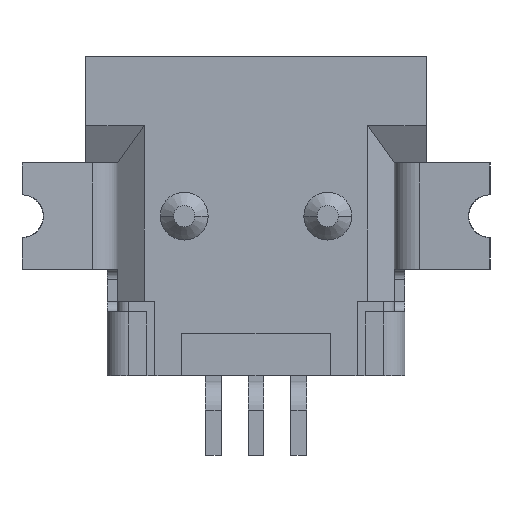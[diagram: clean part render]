
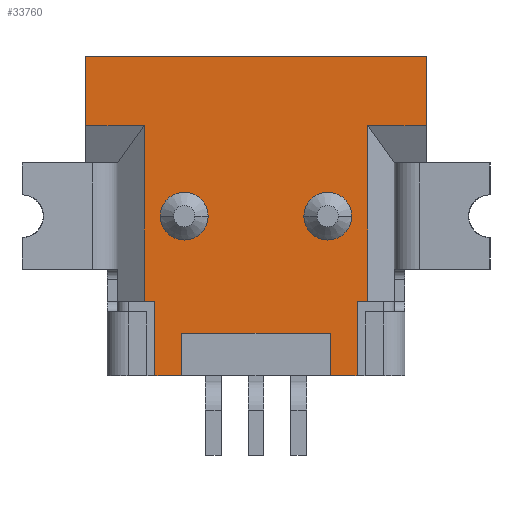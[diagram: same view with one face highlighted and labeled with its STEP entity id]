
A CAD part, front view. The second image highlights one B-rep face of the part: STEP entity #33760.
In plain terms, the highlighted planar face has unit normal (0, -1, 0).
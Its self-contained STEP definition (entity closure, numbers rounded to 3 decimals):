
#23000=CARTESIAN_POINT('',(3.2,-1.95,-0.3));
#23010=VERTEX_POINT('',#23000);
#23480=CARTESIAN_POINT('',(3.2,-1.95,-1.6));
#23490=VERTEX_POINT('',#23480);
#23520=CARTESIAN_POINT('',(3.2,-1.95,-0.3));
#23530=DIRECTION('',(0.,0.,-1.));
#23540=VECTOR('',#23530,1.);
#23550=LINE('',#23520,#23540);
#23560=EDGE_CURVE('',#23010,#23490,#23550,.T.);
#24310=CARTESIAN_POINT('',(1.9,-1.95,-4.9));
#24320=VERTEX_POINT('',#24310);
#24350=CARTESIAN_POINT('',(0.,-1.95,-4.9));
#24360=DIRECTION('',(-1.,0.,0.));
#24370=VECTOR('',#24360,1.);
#24380=LINE('',#24350,#24370);
#24390=CARTESIAN_POINT('',(2.1,-1.95,-4.9));
#24400=VERTEX_POINT('',#24390);
#24410=EDGE_CURVE('',#24400,#24320,#24380,.T.);
#25690=CARTESIAN_POINT('',(1.9,-1.95,-6.3));
#25700=VERTEX_POINT('',#25690);
#25730=CARTESIAN_POINT('',(1.9,-1.95,-0.3));
#25740=DIRECTION('',(0.,0.,1.));
#25750=VECTOR('',#25740,1.);
#25760=LINE('',#25730,#25750);
#25770=EDGE_CURVE('',#25700,#24320,#25760,.T.);
#25930=CARTESIAN_POINT('',(-3.2,-1.95,-1.6));
#25940=VERTEX_POINT('',#25930);
#25970=CARTESIAN_POINT('',(0.,-1.95,-1.6));
#25980=DIRECTION('',(-1.,0.,0.));
#25990=VECTOR('',#25980,1.);
#26000=LINE('',#25970,#25990);
#26010=CARTESIAN_POINT('',(-2.1,-1.95,-1.6));
#26020=VERTEX_POINT('',#26010);
#26030=EDGE_CURVE('',#26020,#25940,#26000,.T.);
#26330=CARTESIAN_POINT('',(1.4,-1.95,-6.3));
#26340=VERTEX_POINT('',#26330);
#26490=CARTESIAN_POINT('',(1.4,-1.95,-5.5));
#26500=VERTEX_POINT('',#26490);
#26530=CARTESIAN_POINT('',(1.4,-1.95,-0.3));
#26540=DIRECTION('',(0.,0.,-1.));
#26550=VECTOR('',#26540,1.);
#26560=LINE('',#26530,#26550);
#26570=EDGE_CURVE('',#26500,#26340,#26560,.T.);
#26980=CARTESIAN_POINT('',(0.,-1.95,-5.5));
#26990=DIRECTION('',(-1.,0.,0.));
#27000=VECTOR('',#26990,1.);
#27010=LINE('',#26980,#27000);
#27020=CARTESIAN_POINT('',(-1.4,-1.95,-5.5));
#27030=VERTEX_POINT('',#27020);
#27040=EDGE_CURVE('',#26500,#27030,#27010,.T.);
#27220=CARTESIAN_POINT('',(-1.9,-1.95,-0.3));
#27230=DIRECTION('',(0.,0.,1.));
#27240=VECTOR('',#27230,1.);
#27250=LINE('',#27220,#27240);
#27260=CARTESIAN_POINT('',(-1.9,-1.95,-6.3));
#27270=VERTEX_POINT('',#27260);
#27280=CARTESIAN_POINT('',(-1.9,-1.95,-4.9));
#27290=VERTEX_POINT('',#27280);
#27300=EDGE_CURVE('',#27270,#27290,#27250,.T.);
#28030=CARTESIAN_POINT('',(0.,-1.95,-6.3));
#28040=DIRECTION('',(1.,0.,0.));
#28050=VECTOR('',#28040,1.);
#28060=LINE('',#28030,#28050);
#28070=CARTESIAN_POINT('',(-1.4,-1.95,-6.3));
#28080=VERTEX_POINT('',#28070);
#28090=EDGE_CURVE('',#27270,#28080,#28060,.T.);
#28190=CARTESIAN_POINT('',(0.,-1.95,-6.3));
#28200=DIRECTION('',(-1.,0.,0.));
#28210=VECTOR('',#28200,1.);
#28220=LINE('',#28190,#28210);
#28230=EDGE_CURVE('',#25700,#26340,#28220,.T.);
#32750=CARTESIAN_POINT('',(-1.4,-1.95,-0.3));
#32760=DIRECTION('',(0.,0.,-1.));
#32770=VECTOR('',#32760,1.);
#32780=LINE('',#32750,#32770);
#32790=EDGE_CURVE('',#27030,#28080,#32780,.T.);
#32870=CARTESIAN_POINT('',(-3.2,-1.95,-0.3));
#32880=DIRECTION('',(0.,-1.,0.));
#32890=DIRECTION('',(-1.,0.,0.));
#32900=AXIS2_PLACEMENT_3D('',#32870,#32880,#32890);
#32910=PLANE('',#32900);
#32920=ORIENTED_EDGE('',*,*,#23560,.F.);
#32930=CARTESIAN_POINT('',(0.,-1.95,-1.6));
#32940=DIRECTION('',(1.,0.,0.));
#32950=VECTOR('',#32940,1.);
#32960=LINE('',#32930,#32950);
#32970=CARTESIAN_POINT('',(2.1,-1.95,-1.6));
#32980=VERTEX_POINT('',#32970);
#32990=EDGE_CURVE('',#32980,#23490,#32960,.T.);
#33000=ORIENTED_EDGE('',*,*,#32990,.T.);
#33010=CARTESIAN_POINT('',(2.1,-1.95,-0.3));
#33020=DIRECTION('',(0.,0.,1.));
#33030=VECTOR('',#33020,1.);
#33040=LINE('',#33010,#33030);
#33050=EDGE_CURVE('',#24400,#32980,#33040,.T.);
#33060=ORIENTED_EDGE('',*,*,#33050,.T.);
#33070=ORIENTED_EDGE('',*,*,#24410,.F.);
#33080=ORIENTED_EDGE('',*,*,#25770,.T.);
#33090=ORIENTED_EDGE('',*,*,#28230,.F.);
#33100=ORIENTED_EDGE('',*,*,#26570,.T.);
#33110=ORIENTED_EDGE('',*,*,#27040,.F.);
#33120=ORIENTED_EDGE('',*,*,#32790,.F.);
#33130=ORIENTED_EDGE('',*,*,#28090,.T.);
#33140=ORIENTED_EDGE('',*,*,#27300,.F.);
#33150=CARTESIAN_POINT('',(0.,-1.95,-4.9));
#33160=DIRECTION('',(1.,0.,0.));
#33170=VECTOR('',#33160,1.);
#33180=LINE('',#33150,#33170);
#33190=CARTESIAN_POINT('',(-2.1,-1.95,-4.9));
#33200=VERTEX_POINT('',#33190);
#33210=EDGE_CURVE('',#33200,#27290,#33180,.T.);
#33220=ORIENTED_EDGE('',*,*,#33210,.T.);
#33230=CARTESIAN_POINT('',(-2.1,-1.95,-0.3));
#33240=DIRECTION('',(0.,0.,1.));
#33250=VECTOR('',#33240,1.);
#33260=LINE('',#33230,#33250);
#33270=EDGE_CURVE('',#33200,#26020,#33260,.T.);
#33280=ORIENTED_EDGE('',*,*,#33270,.F.);
#33290=ORIENTED_EDGE('',*,*,#26030,.F.);
#33300=CARTESIAN_POINT('',(-3.2,-1.95,-0.3));
#33310=DIRECTION('',(0.,0.,-1.));
#33320=VECTOR('',#33310,1.);
#33330=LINE('',#33300,#33320);
#33340=CARTESIAN_POINT('',(-3.2,-1.95,-0.3));
#33350=VERTEX_POINT('',#33340);
#33360=EDGE_CURVE('',#33350,#25940,#33330,.T.);
#33370=ORIENTED_EDGE('',*,*,#33360,.T.);
#33380=CARTESIAN_POINT('',(0.,-1.95,-0.3));
#33390=DIRECTION('',(1.,0.,0.));
#33400=VECTOR('',#33390,1.);
#33410=LINE('',#33380,#33400);
#33420=EDGE_CURVE('',#33350,#23010,#33410,.T.);
#33430=ORIENTED_EDGE('',*,*,#33420,.F.);
#33440=EDGE_LOOP('',(#33430,#33370,#33290,#33280,#33220,#33140,#33130,
#33120,#33110,#33100,#33090,#33080,#33070,#33060,#33000,#32920));
#33450=FACE_OUTER_BOUND('',#33440,.T.);
#33460=CARTESIAN_POINT('',(-1.35,-1.95,-3.3));
#33470=DIRECTION('',(0.,-1.,0.));
#33480=DIRECTION('',(1.,0.,0.));
#33490=AXIS2_PLACEMENT_3D('',#33460,#33470,#33480);
#33500=CIRCLE('',#33490,0.45);
#33510=CARTESIAN_POINT('',(-0.9,-1.95,-3.3));
#33520=VERTEX_POINT('',#33510);
#33530=CARTESIAN_POINT('',(-1.8,-1.95,-3.3));
#33540=VERTEX_POINT('',#33530);
#33550=EDGE_CURVE('',#33520,#33540,#33500,.T.);
#33560=ORIENTED_EDGE('',*,*,#33550,.F.);
#33570=EDGE_CURVE('',#33540,#33520,#33500,.T.);
#33580=ORIENTED_EDGE('',*,*,#33570,.F.);
#33590=EDGE_LOOP('',(#33580,#33560));
#33600=FACE_BOUND('',#33590,.T.);
#33610=CARTESIAN_POINT('',(1.35,-1.95,-3.3));
#33620=DIRECTION('',(0.,1.,0.));
#33630=DIRECTION('',(-1.,0.,0.));
#33640=AXIS2_PLACEMENT_3D('',#33610,#33620,#33630);
#33650=CIRCLE('',#33640,0.45);
#33660=CARTESIAN_POINT('',(0.9,-1.95,-3.3));
#33670=VERTEX_POINT('',#33660);
#33680=CARTESIAN_POINT('',(1.8,-1.95,-3.3));
#33690=VERTEX_POINT('',#33680);
#33700=EDGE_CURVE('',#33670,#33690,#33650,.T.);
#33710=ORIENTED_EDGE('',*,*,#33700,.T.);
#33720=EDGE_CURVE('',#33690,#33670,#33650,.T.);
#33730=ORIENTED_EDGE('',*,*,#33720,.T.);
#33740=EDGE_LOOP('',(#33730,#33710));
#33750=FACE_BOUND('',#33740,.T.);
#33760=ADVANCED_FACE('',(#33450,#33600,#33750),#32910,.T.);
